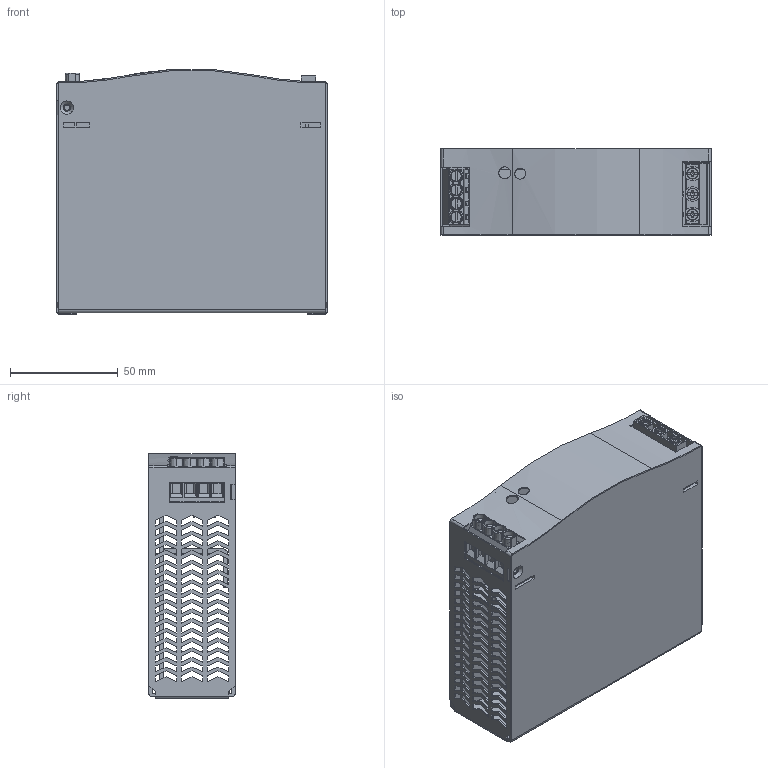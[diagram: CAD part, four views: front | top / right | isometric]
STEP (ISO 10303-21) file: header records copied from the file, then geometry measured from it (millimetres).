
FILE_DESCRIPTION(/* description */ (''),/* implementation_level */ '2;1');
FILE_NAME(/* name */ 'M3R120.stp',/* time_stamp */ '2023-07-21T15:09:09+08:00',/* author */ (''),/* organization */ (''),/* preprocessor_version */ 'ST-DEVELOPER v19.3',/* originating_system */ 'SIEMENS PLM Software NX2212.3001',/* authorisation */ '');
FILE_SCHEMA (('AP203_CONFIGURATION_CONTROLLED_3D_DESIGN_OF_MECHANICAL_PARTS_AND_ASSEMBLIES_MIM_LF { 1 0 10303 403 2 1 2}'));
Products named in the file (8): A04WJSRP0000040; MHR120-PCB; A04WJSRP0000042; A01J1DZP0000045; A01J1DZP0000088; A04WJJSK0000082; A04WJJSK0000083; M3R120
Assembly tree (7 placements, depth 2):
  M3R120
    A04WJJSK0000083
    A04WJJSK0000082
    A01J1DZP0000088
    A01J1DZP0000045
    A04WJSRP0000042
    MHR120-PCB
    A04WJSRP0000040
Bounding box: 125.2 x 40 x 113.47 mm (x, y, z)
Volume: 90361 mm3; surface area: 125694.7 mm2
Topology: 14 solids, 14 shells, 1699 faces, 4873 edges, 3217 vertices
Faces by surface type: plane 1193, cylinder 312, cone 88, torus 86, bspline 12, sphere 8
Full cylindrical faces by diameter (mm): 2.5 x13, 3.5 x12, 4 x5, 5 x3, 5.2 x6, 6 x2
Entity records: 61100 total; most frequent: CARTESIAN_POINT 16364, ORIENTED_EDGE 9514, DIRECTION 8227, EDGE_CURVE 4757, LINE 3481, VECTOR 3481, VERTEX_POINT 3182, AXIS2_PLACEMENT_3D 2373
